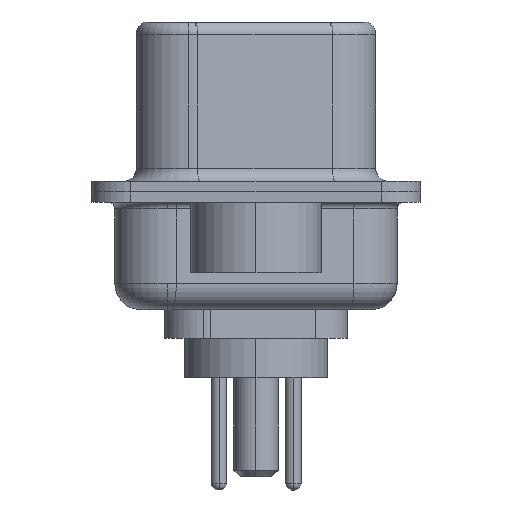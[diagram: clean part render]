
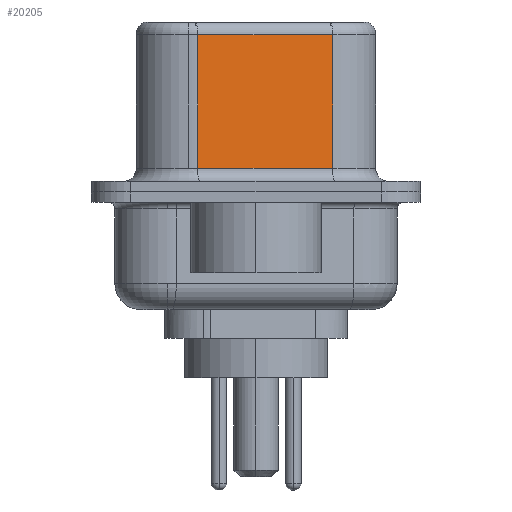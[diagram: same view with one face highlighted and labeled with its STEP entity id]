
A CAD part, left-side view. The second image highlights one B-rep face of the part: STEP entity #20205.
In plain terms, the highlighted planar face has unit normal (-0.985, -0.174, 0).
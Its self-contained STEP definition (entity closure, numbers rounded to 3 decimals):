
#349 = LINE ( 'NONE', #20243, #14070 ) ;
#513 = VERTEX_POINT ( 'NONE', #10592 ) ;
#554 = VECTOR ( 'NONE', #23846, 1000. ) ;
#879 = VECTOR ( 'NONE', #21786, 1000. ) ;
#1717 = LINE ( 'NONE', #21996, #554 ) ;
#3529 = AXIS2_PLACEMENT_3D ( 'NONE', #23969, #18427, #7245 ) ;
#4733 = DIRECTION ( 'NONE',  ( 0.174, -0.985, 0. ) ) ;
#5327 = PLANE ( 'NONE',  #3529 ) ;
#5880 = VERTEX_POINT ( 'NONE', #22725 ) ;
#7014 = LINE ( 'NONE', #12454, #879 ) ;
#7245 = DIRECTION ( 'NONE',  ( -0.174, 0.985, 0. ) ) ;
#7957 = ORIENTED_EDGE ( 'NONE', *, *, #16330, .T. ) ;
#8529 = VERTEX_POINT ( 'NONE', #18355 ) ;
#8735 = CARTESIAN_POINT ( 'NONE',  ( 3.67, 2.233, 0.9 ) ) ;
#9851 = EDGE_CURVE ( 'NONE', #18498, #8529, #12455, .T. ) ;
#10592 = CARTESIAN_POINT ( 'NONE',  ( 4.58, -2.927, 6.02 ) ) ;
#10837 = DIRECTION ( 'NONE',  ( 0., 0., -1. ) ) ;
#11838 = ORIENTED_EDGE ( 'NONE', *, *, #18027, .F. ) ;
#12454 = CARTESIAN_POINT ( 'NONE',  ( 4.58, -2.927, 6.02 ) ) ;
#12455 = LINE ( 'NONE', #14052, #22421 ) ;
#14052 = CARTESIAN_POINT ( 'NONE',  ( 4.58, -2.927, 0.9 ) ) ;
#14070 = VECTOR ( 'NONE', #10837, 1000. ) ;
#16330 = EDGE_CURVE ( 'NONE', #5880, #18498, #349, .T. ) ;
#17236 = EDGE_CURVE ( 'NONE', #513, #5880, #7014, .T. ) ;
#18027 = EDGE_CURVE ( 'NONE', #513, #8529, #1717, .T. ) ;
#18355 = CARTESIAN_POINT ( 'NONE',  ( 4.58, -2.927, 0.9 ) ) ;
#18427 = DIRECTION ( 'NONE',  ( 0.985, 0.174, 0. ) ) ;
#18498 = VERTEX_POINT ( 'NONE', #8735 ) ;
#20098 = FACE_OUTER_BOUND ( 'NONE', #24018, .T. ) ;
#20205 = ADVANCED_FACE ( 'NONE', ( #20098 ), #5327, .F. ) ;
#20243 = CARTESIAN_POINT ( 'NONE',  ( 3.67, 2.233, 6.52 ) ) ;
#21786 = DIRECTION ( 'NONE',  ( -0.174, 0.985, 0. ) ) ;
#21996 = CARTESIAN_POINT ( 'NONE',  ( 4.58, -2.927, 6.52 ) ) ;
#22421 = VECTOR ( 'NONE', #4733, 1000. ) ;
#22721 = ORIENTED_EDGE ( 'NONE', *, *, #9851, .T. ) ;
#22725 = CARTESIAN_POINT ( 'NONE',  ( 3.67, 2.233, 6.02 ) ) ;
#23346 = ORIENTED_EDGE ( 'NONE', *, *, #17236, .T. ) ;
#23846 = DIRECTION ( 'NONE',  ( 0., 0., -1. ) ) ;
#23969 = CARTESIAN_POINT ( 'NONE',  ( 4.58, -2.927, 6.52 ) ) ;
#24018 = EDGE_LOOP ( 'NONE', ( #11838, #23346, #7957, #22721 ) ) ;
